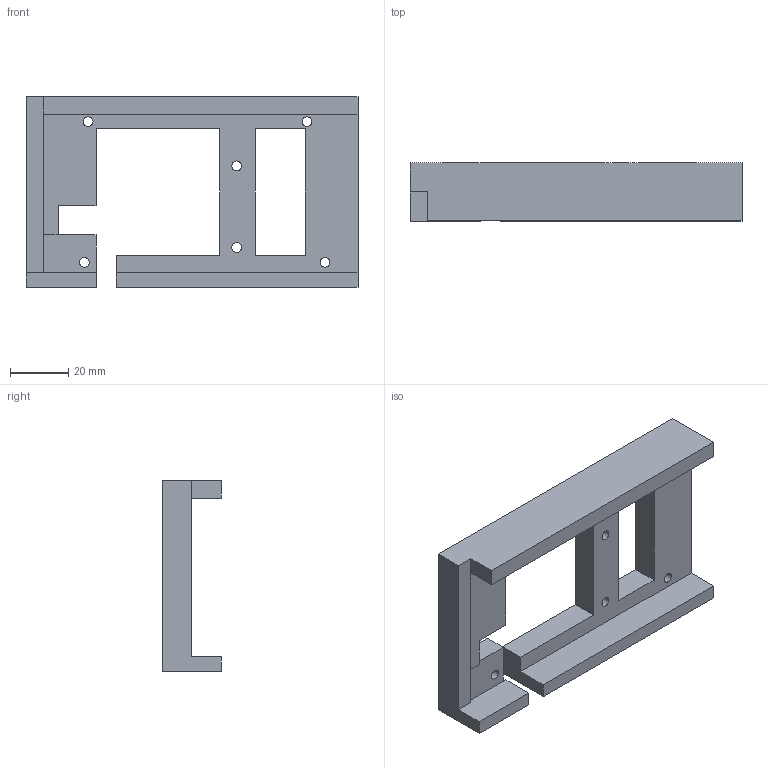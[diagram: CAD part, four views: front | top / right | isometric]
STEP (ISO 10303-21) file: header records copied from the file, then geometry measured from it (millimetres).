
FILE_DESCRIPTION((''),'2;1');
FILE_NAME('FOUNDATION','2020-12-28T19:35:51',('TINH LE'),(''),'CREO PARAMETRIC BY PTC INC, 2020154','CREO PARAMETRIC BY PTC INC, 2020154','');
FILE_SCHEMA(('CONFIG_CONTROL_DESIGN'));
Length unit declared in the file: millimetre
Products named in the file (1): FOUNDATION
Bounding box: 113.8 x 19.9 x 65.4 mm (x, y, z)
Volume: 53804.4 mm3; surface area: 21163.9 mm2
Topology: 1 solids, 1 shells, 45 faces, 127 edges, 84 vertices
Faces by surface type: plane 33, cylinder 12
Entity records: 1515 total; most frequent: CARTESIAN_POINT 256, ORIENTED_EDGE 254, DIRECTION 241, EDGE_CURVE 127, VECTOR 103, LINE 103, VERTEX_POINT 84, AXIS2_PLACEMENT_3D 69
